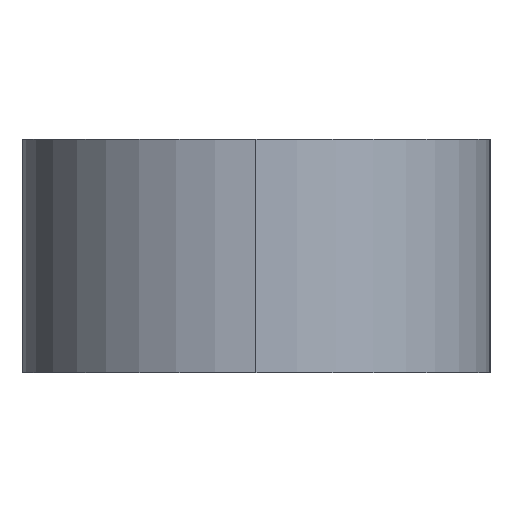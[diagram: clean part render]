
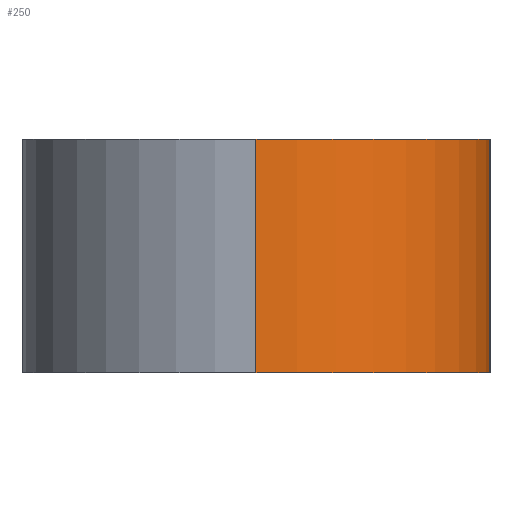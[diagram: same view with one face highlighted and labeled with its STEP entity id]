
A CAD part, left-side view. The second image highlights one B-rep face of the part: STEP entity #250.
In plain terms, the highlighted cylindrical face has radius 50 mm (diameter 100 mm), a partial arc.
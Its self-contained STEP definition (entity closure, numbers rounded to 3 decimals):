
#4 = CARTESIAN_POINT ( 'NONE',  ( -50., 0., 0. ) ) ;
#11 = ORIENTED_EDGE ( 'NONE', *, *, #76, .F. ) ;
#17 = FACE_OUTER_BOUND ( 'NONE', #265, .T. ) ;
#26 = CIRCLE ( 'NONE', #230, 50. ) ;
#33 = CARTESIAN_POINT ( 'NONE',  ( 0., 0., 0. ) ) ;
#36 = DIRECTION ( 'NONE',  ( 0., 0., 1. ) ) ;
#57 = CARTESIAN_POINT ( 'NONE',  ( 0., 0., 50. ) ) ;
#62 = DIRECTION ( 'NONE',  ( 1., 0., 0. ) ) ;
#76 = EDGE_CURVE ( 'NONE', #317, #340, #224, .T. ) ;
#77 = CARTESIAN_POINT ( 'NONE',  ( -50., 0., 50. ) ) ;
#90 = EDGE_CURVE ( 'NONE', #210, #317, #26, .T. ) ;
#94 = ORIENTED_EDGE ( 'NONE', *, *, #90, .F. ) ;
#104 = LINE ( 'NONE', #77, #248 ) ;
#122 = CARTESIAN_POINT ( 'NONE',  ( 0., -50., 0. ) ) ;
#125 = ORIENTED_EDGE ( 'NONE', *, *, #283, .T. ) ;
#126 = EDGE_CURVE ( 'NONE', #210, #268, #104, .T. ) ;
#139 = DIRECTION ( 'NONE',  ( 0., 0., 1. ) ) ;
#142 = ORIENTED_EDGE ( 'NONE', *, *, #126, .T. ) ;
#149 = CARTESIAN_POINT ( 'NONE',  ( 0., -50., 50. ) ) ;
#159 = AXIS2_PLACEMENT_3D ( 'NONE', #309, #208, #203 ) ;
#173 = CYLINDRICAL_SURFACE ( 'NONE', #159, 50. ) ;
#182 = AXIS2_PLACEMENT_3D ( 'NONE', #33, #36, #62 ) ;
#198 = CARTESIAN_POINT ( 'NONE',  ( 0., -50., 50. ) ) ;
#203 = DIRECTION ( 'NONE',  ( -1., 0., 0. ) ) ;
#208 = DIRECTION ( 'NONE',  ( 0., 0., -1. ) ) ;
#210 = VERTEX_POINT ( 'NONE', #270 ) ;
#219 = DIRECTION ( 'NONE',  ( 0., 0., -1. ) ) ;
#224 = LINE ( 'NONE', #198, #305 ) ;
#230 = AXIS2_PLACEMENT_3D ( 'NONE', #57, #139, #350 ) ;
#248 = VECTOR ( 'NONE', #219, 1000. ) ;
#249 = DIRECTION ( 'NONE',  ( 0., 0., -1. ) ) ;
#250 = ADVANCED_FACE ( 'NONE', ( #17 ), #173, .T. ) ;
#265 = EDGE_LOOP ( 'NONE', ( #94, #142, #125, #11 ) ) ;
#268 = VERTEX_POINT ( 'NONE', #4 ) ;
#270 = CARTESIAN_POINT ( 'NONE',  ( -50., 0., 50. ) ) ;
#283 = EDGE_CURVE ( 'NONE', #268, #340, #351, .T. ) ;
#305 = VECTOR ( 'NONE', #249, 1000. ) ;
#309 = CARTESIAN_POINT ( 'NONE',  ( 0., 0., 50. ) ) ;
#317 = VERTEX_POINT ( 'NONE', #149 ) ;
#340 = VERTEX_POINT ( 'NONE', #122 ) ;
#350 = DIRECTION ( 'NONE',  ( 1., 0., 0. ) ) ;
#351 = CIRCLE ( 'NONE', #182, 50. ) ;
